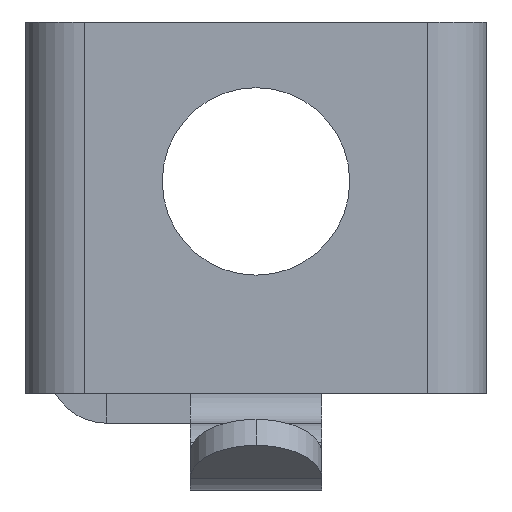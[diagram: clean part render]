
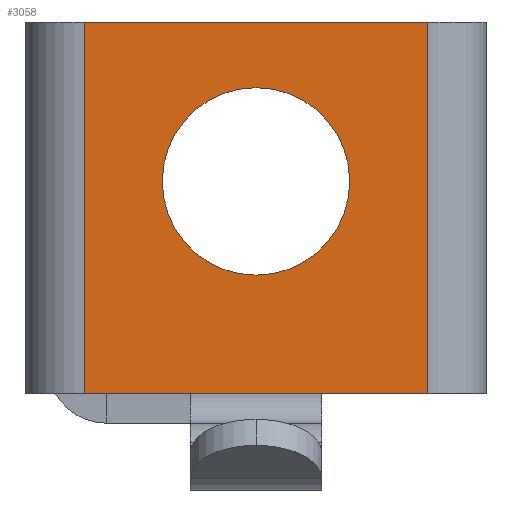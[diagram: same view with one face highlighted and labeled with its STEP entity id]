
A CAD part, front view. The second image highlights one B-rep face of the part: STEP entity #3058.
In plain terms, the highlighted planar face has unit normal (0, -1, 0).
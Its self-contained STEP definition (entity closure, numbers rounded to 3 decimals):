
#93 = ORIENTED_EDGE ( 'NONE', *, *, #1229, .F. ) ;
#129 = VECTOR ( 'NONE', #2106, 1000. ) ;
#177 = CARTESIAN_POINT ( 'NONE',  ( 0., 7.11, 1.625 ) ) ;
#308 = LINE ( 'NONE', #1262, #3109 ) ;
#319 = LINE ( 'NONE', #561, #129 ) ;
#325 = DIRECTION ( 'NONE',  ( -1., 0., 0. ) ) ;
#549 = EDGE_LOOP ( 'NONE', ( #1527, #1993, #620, #2123, #1459, #1901 ) ) ;
#555 = EDGE_CURVE ( 'NONE', #2501, #2531, #308, .T. ) ;
#561 = CARTESIAN_POINT ( 'NONE',  ( 0.89, 7.11, -2.515 ) ) ;
#619 = VECTOR ( 'NONE', #1647, 1000. ) ;
#620 = ORIENTED_EDGE ( 'NONE', *, *, #3026, .T. ) ;
#688 = CARTESIAN_POINT ( 'NONE',  ( -2.325, 7.11, 2.515 ) ) ;
#786 = ORIENTED_EDGE ( 'NONE', *, *, #2953, .F. ) ;
#853 = DIRECTION ( 'NONE',  ( 0., -1., 0. ) ) ;
#951 = CARTESIAN_POINT ( 'NONE',  ( 2.325, 7.11, -2.515 ) ) ;
#973 = VERTEX_POINT ( 'NONE', #2836 ) ;
#980 = CARTESIAN_POINT ( 'NONE',  ( 0., 7.11, 0.355 ) ) ;
#1018 = VECTOR ( 'NONE', #2731, 1000. ) ;
#1026 = DIRECTION ( 'NONE',  ( 0., 0., -1. ) ) ;
#1190 = CARTESIAN_POINT ( 'NONE',  ( 0.89, 7.11, -2.515 ) ) ;
#1203 = VERTEX_POINT ( 'NONE', #2515 ) ;
#1229 = EDGE_CURVE ( 'NONE', #1203, #1494, #1534, .T. ) ;
#1262 = CARTESIAN_POINT ( 'NONE',  ( -2.325, 7.11, -2.515 ) ) ;
#1277 = CIRCLE ( 'NONE', #2270, 1.27 ) ;
#1365 = DIRECTION ( 'NONE',  ( 0., 0., -1. ) ) ;
#1383 = EDGE_CURVE ( 'NONE', #2666, #2501, #319, .T. ) ;
#1459 = ORIENTED_EDGE ( 'NONE', *, *, #555, .F. ) ;
#1460 = VECTOR ( 'NONE', #325, 1000. ) ;
#1494 = VERTEX_POINT ( 'NONE', #177 ) ;
#1515 = CARTESIAN_POINT ( 'NONE',  ( -2.325, 7.11, 2.515 ) ) ;
#1527 = ORIENTED_EDGE ( 'NONE', *, *, #2307, .F. ) ;
#1531 = VECTOR ( 'NONE', #1026, 1000. ) ;
#1534 = CIRCLE ( 'NONE', #2757, 1.27 ) ;
#1539 = CARTESIAN_POINT ( 'NONE',  ( -2.325, 7.11, -2.515 ) ) ;
#1566 = LINE ( 'NONE', #1515, #1018 ) ;
#1647 = DIRECTION ( 'NONE',  ( -1., 0., 0. ) ) ;
#1762 = CARTESIAN_POINT ( 'NONE',  ( 2.325, 7.11, 2.515 ) ) ;
#1770 = DIRECTION ( 'NONE',  ( -1., 0., 0. ) ) ;
#1779 = EDGE_LOOP ( 'NONE', ( #93, #786 ) ) ;
#1882 = CARTESIAN_POINT ( 'NONE',  ( -2.325, 7.11, 2.515 ) ) ;
#1893 = LINE ( 'NONE', #688, #619 ) ;
#1901 = ORIENTED_EDGE ( 'NONE', *, *, #1383, .F. ) ;
#1993 = ORIENTED_EDGE ( 'NONE', *, *, #2258, .F. ) ;
#2101 = CARTESIAN_POINT ( 'NONE',  ( -0.89, 7.11, -2.515 ) ) ;
#2106 = DIRECTION ( 'NONE',  ( -1., 0., 0. ) ) ;
#2123 = ORIENTED_EDGE ( 'NONE', *, *, #2160, .T. ) ;
#2160 = EDGE_CURVE ( 'NONE', #2369, #2531, #1566, .T. ) ;
#2258 = EDGE_CURVE ( 'NONE', #973, #2707, #2502, .T. ) ;
#2264 = DIRECTION ( 'NONE',  ( 0., -1., 0. ) ) ;
#2270 = AXIS2_PLACEMENT_3D ( 'NONE', #3063, #853, #2804 ) ;
#2307 = EDGE_CURVE ( 'NONE', #2707, #2666, #3167, .T. ) ;
#2309 = AXIS2_PLACEMENT_3D ( 'NONE', #1882, #2638, #2883 ) ;
#2369 = VERTEX_POINT ( 'NONE', #2784 ) ;
#2409 = PLANE ( 'NONE',  #2309 ) ;
#2429 = FACE_OUTER_BOUND ( 'NONE', #549, .T. ) ;
#2501 = VERTEX_POINT ( 'NONE', #2101 ) ;
#2502 = LINE ( 'NONE', #1762, #1531 ) ;
#2515 = CARTESIAN_POINT ( 'NONE',  ( 0., 7.11, -0.915 ) ) ;
#2531 = VERTEX_POINT ( 'NONE', #3126 ) ;
#2638 = DIRECTION ( 'NONE',  ( 0., -1., 0. ) ) ;
#2666 = VERTEX_POINT ( 'NONE', #1190 ) ;
#2707 = VERTEX_POINT ( 'NONE', #951 ) ;
#2731 = DIRECTION ( 'NONE',  ( 0., 0., -1. ) ) ;
#2757 = AXIS2_PLACEMENT_3D ( 'NONE', #980, #2264, #1365 ) ;
#2784 = CARTESIAN_POINT ( 'NONE',  ( -2.325, 7.11, 2.515 ) ) ;
#2804 = DIRECTION ( 'NONE',  ( 0., 0., -1. ) ) ;
#2836 = CARTESIAN_POINT ( 'NONE',  ( 2.325, 7.11, 2.515 ) ) ;
#2883 = DIRECTION ( 'NONE',  ( 0., 0., -1. ) ) ;
#2953 = EDGE_CURVE ( 'NONE', #1494, #1203, #1277, .T. ) ;
#3026 = EDGE_CURVE ( 'NONE', #973, #2369, #1893, .T. ) ;
#3058 = ADVANCED_FACE ( 'NONE', ( #3163, #2429 ), #2409, .T. ) ;
#3063 = CARTESIAN_POINT ( 'NONE',  ( 0., 7.11, 0.355 ) ) ;
#3109 = VECTOR ( 'NONE', #1770, 1000. ) ;
#3126 = CARTESIAN_POINT ( 'NONE',  ( -2.325, 7.11, -2.515 ) ) ;
#3163 = FACE_BOUND ( 'NONE', #1779, .T. ) ;
#3167 = LINE ( 'NONE', #1539, #1460 ) ;
